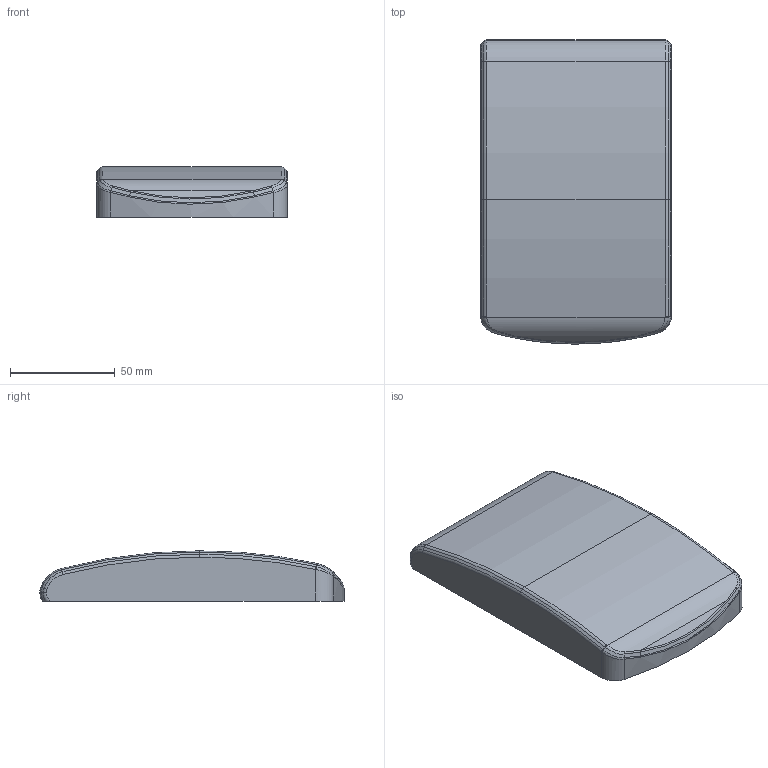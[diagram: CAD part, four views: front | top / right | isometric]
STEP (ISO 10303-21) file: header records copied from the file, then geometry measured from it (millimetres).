
FILE_DESCRIPTION(('FreeCAD Model'),'2;1');
FILE_NAME('Open CASCADE Shape Model','2023-12-11T03:52:20',(''),(''), 'Open CASCADE STEP processor 7.6','FreeCAD','Unknown');
FILE_SCHEMA(('AUTOMOTIVE_DESIGN { 1 0 10303 214 1 1 1 1 }'));
Length unit declared in the file: millimetre
Products named in the file (1): Lid
Bounding box: 91 x 145 x 24 mm (x, y, z)
Volume: 40091.9 mm3; surface area: 41014.5 mm2
Topology: 1 solids, 1 shells, 99 faces, 224 edges, 128 vertices
Faces by surface type: cone 22, bspline 21, torus 20, cylinder 19, plane 10, offset 7
Entity records: 10624 total; most frequent: CARTESIAN_POINT 6268, DIRECTION 778, ORIENTED_EDGE 448, PCURVE 448, DEFINITIONAL_REPRESENTATION 448, LINE 402, VECTOR 402, EDGE_CURVE 224
